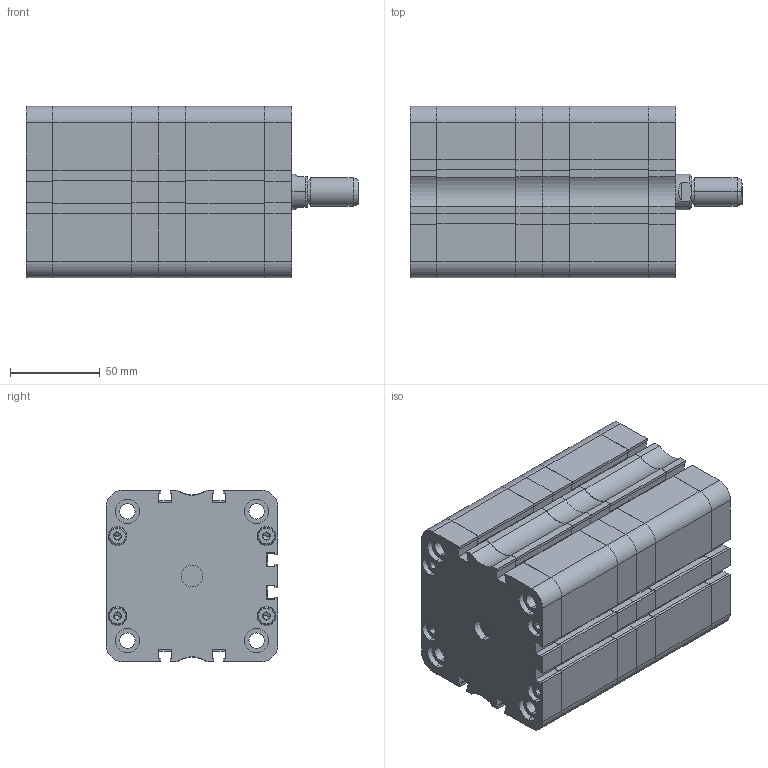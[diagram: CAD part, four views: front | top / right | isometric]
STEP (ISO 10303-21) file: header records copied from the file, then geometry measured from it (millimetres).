
FILE_DESCRIPTION (( 'STEP AP214' ), '1' );
FILE_NAME ('SM_019_080_0020_NP.STEP', '2019-11-22T11:54:48', ( '' ), ( '' ), 'SwSTEP 2.0', 'SolidWorks 2019', '' );
FILE_SCHEMA (( 'AUTOMOTIVE_DESIGN' ));
Length unit declared in the file: millimetre
Products named in the file (25): Kopia Pierœcieñ prowadz¹cy^T³ok kpl_TANDEM_Pier˜cieä prowadz¥cy D080; Kopia SMART - U. typ Oring - pokrywa^Pokrywa przód kpl_TANDEM_U. typ Oring - D080; socket set screw flat point_iso_ISO 4026 - M10 x 50-N; Pokrywa ty³ kpl^TANDEM 2_Pok tyˆ - D080; Kopia SMART - U. t³oczyska^Pokrywa przód kpl_TANDEM_U. tˆoczyska - D080; T³oczysko^TANDEM - 2_Tˆoczysko - D080; Kopia SMART - U. t³oka wklejana^T³ok kpl_TANDEM_U. tˆoka wklejana - D080; Pokrywa przód kpl^TANDEM_Pokrywa prz¢d kpl - D080; T硂k kpl^TANDEM_T坥k kpl - D080; Kopia SMART - U. t硂ka lu焠a^T硂k kpl_TANDEM_U. t坥ka lu玭a - D080; Kopia SMART - U. t³oka S^T³ok kpl_TANDEM_U. tˆoka S - D080; Kopia Magnes^T³ok kpl_TANDEM_Magnes D080; Kopia SMART - U. typ Oring - pokrywa^Pokrywa ty³ kpl_TANDEM 2_U. typ Oring - D080; Kopia Tuleja prowadz¹ca^Pokrywa przód kpl_TANDEM_Tuleja prowadz¥ca - D080; socket head thin cap screw_din_DIN 7984 - M10 x 30 --- 25.5N; Kopia T硂k^T硂k kpl_TANDEM_T坥k - D080; SM_019_080_0020_NP; Kopia Pokrywa przód_Smart - Pok prz¢d - D080; socket head thin cap screw_din_DIN 7984 - M6 x 25 --- 22N; Tuleja^TANDEM_Tuleja - D080; Kopia Pokrywa ty³^Pokrywa ty³ kpl_TANDEM 2_Smart - Pok tyˆ - D080; T³oczysko^TANDEM_Tˆoczysko - D080
Assembly tree (54 placements, depth 3):
  SM_019_080_0020_NP
    Pokrywa przód kpl^TANDEM_Pokrywa prz¢d kpl - D080
      Kopia Pokrywa przód_Smart - Pok prz¢d - D080
      Kopia SMART - U. typ Oring - pokrywa^Pokrywa przód kpl_TANDEM_U. typ Oring - D080
      Kopia Tuleja prowadz¹ca^Pokrywa przód kpl_TANDEM_Tuleja prowadz¥ca - D080
      Kopia SMART - U. t³oczyska^Pokrywa przód kpl_TANDEM_U. tˆoczyska - D080
    Tuleja^TANDEM_Tuleja - D080  x2
    T硂k kpl^TANDEM_T坥k kpl - D080
      Kopia T硂k^T硂k kpl_TANDEM_T坥k - D080
      Kopia Magnes^T³ok kpl_TANDEM_Magnes D080
      Kopia Pierœcieñ prowadz¹cy^T³ok kpl_TANDEM_Pier˜cieä prowadz¥cy D080
      Kopia SMART - U. t硂ka lu焠a^T硂k kpl_TANDEM_U. t坥ka lu玭a - D080
      Kopia SMART - U. t³oka wklejana^T³ok kpl_TANDEM_U. tˆoka wklejana - D080
      Kopia SMART - U. t³oka S^T³ok kpl_TANDEM_U. tˆoka S - D080
    T³oczysko^TANDEM_Tˆoczysko - D080
    socket head thin cap screw_din_DIN 7984 - M6 x 25 --- 22N  x16
    socket head thin cap screw_din_DIN 7984 - M10 x 30 --- 25.5N
    Pokrywa przód kpl^TANDEM_Pokrywa prz¢d kpl - D080
      Kopia Pokrywa przód_Smart - Pok prz¢d - D080
      Kopia SMART - U. typ Oring - pokrywa^Pokrywa przód kpl_TANDEM_U. typ Oring - D080
      Kopia Tuleja prowadz¹ca^Pokrywa przód kpl_TANDEM_Tuleja prowadz¥ca - D080
      Kopia SMART - U. t³oczyska^Pokrywa przód kpl_TANDEM_U. tˆoczyska - D080
    Pokrywa przód kpl^TANDEM_Pokrywa prz¢d kpl - D080
      Kopia Pokrywa przód_Smart - Pok prz¢d - D080
      Kopia SMART - U. typ Oring - pokrywa^Pokrywa przód kpl_TANDEM_U. typ Oring - D080
      Kopia Tuleja prowadz¹ca^Pokrywa przód kpl_TANDEM_Tuleja prowadz¥ca - D080
      Kopia SMART - U. t³oczyska^Pokrywa przód kpl_TANDEM_U. tˆoczyska - D080
    T硂k kpl^TANDEM_T坥k kpl - D080
      Kopia T硂k^T硂k kpl_TANDEM_T坥k - D080
      Kopia Magnes^T³ok kpl_TANDEM_Magnes D080
      Kopia Pierœcieñ prowadz¹cy^T³ok kpl_TANDEM_Pier˜cieä prowadz¥cy D080
      Kopia SMART - U. t硂ka lu焠a^T硂k kpl_TANDEM_U. t坥ka lu玭a - D080
      Kopia SMART - U. t³oka wklejana^T³ok kpl_TANDEM_U. tˆoka wklejana - D080
      Kopia SMART - U. t³oka S^T³ok kpl_TANDEM_U. tˆoka S - D080
    socket set screw flat point_iso_ISO 4026 - M10 x 50-N
    Pokrywa ty³ kpl^TANDEM 2_Pok tyˆ - D080
      Kopia Pokrywa ty³^Pokrywa ty³ kpl_TANDEM 2_Smart - Pok tyˆ - D080
      Kopia SMART - U. typ Oring - pokrywa^Pokrywa ty³ kpl_TANDEM 2_U. typ Oring - D080
    T³oczysko^TANDEM - 2_Tˆoczysko - D080
Bounding box: 185 x 95.5 x 95.5 mm (x, y, z)
Volume: 798484.4 mm3; surface area: 387981.7 mm2
Topology: 50 solids, 50 shells, 2244 faces, 5588 edges, 3595 vertices
Faces by surface type: plane 1129, cylinder 646, bspline 236, cone 165, torus 68
Entity records: 36693 total; most frequent: CARTESIAN_POINT 11924, ORIENTED_EDGE 4870, DIRECTION 4692, EDGE_CURVE 2435, AXIS2_PLACEMENT_3D 1615, VERTEX_POINT 1598, LINE 1462, VECTOR 1462
